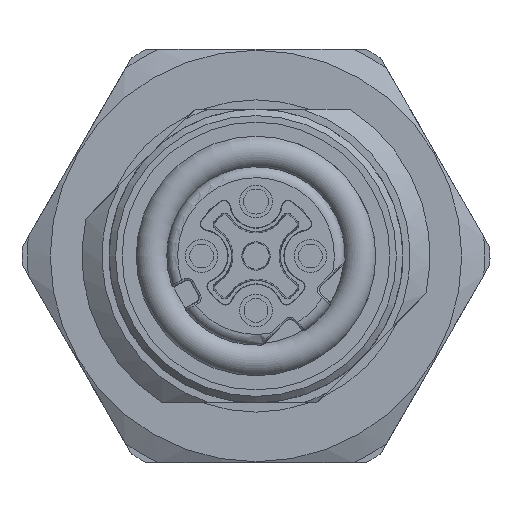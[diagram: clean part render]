
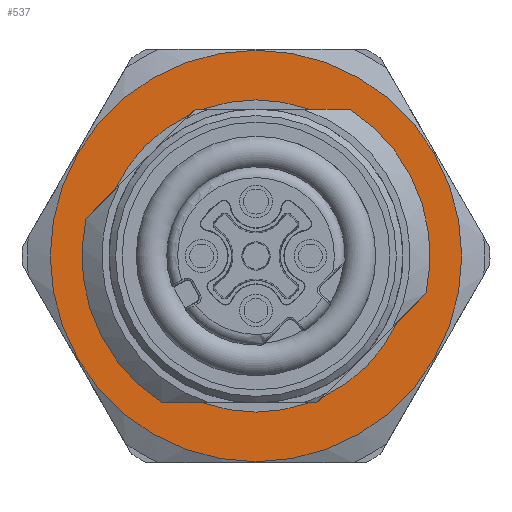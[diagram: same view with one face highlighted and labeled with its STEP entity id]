
A CAD part, front view. The second image highlights one B-rep face of the part: STEP entity #537.
In plain terms, the highlighted planar face has unit normal (0, -1, 0).
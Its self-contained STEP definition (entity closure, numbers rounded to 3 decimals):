
#352=FACE_BOUND('',#1127,.T.);
#353=FACE_BOUND('',#1128,.T.);
#537=ADVANCED_FACE('',(#352,#353),#714,.T.);
#714=PLANE('',#4585);
#1127=EDGE_LOOP('',(#2344));
#1128=EDGE_LOOP('',(#2345,#2346,#2347,#2348,#2349,#2350,#2351,#2352,#2353,
#2354,#2355,#2356,#2357,#2358));
#1381=LINE('',#7914,#1604);
#1386=LINE('',#7934,#1609);
#1392=LINE('',#7946,#1615);
#1397=LINE('',#7966,#1620);
#1402=LINE('',#7976,#1625);
#1406=LINE('',#7993,#1629);
#1411=LINE('',#8008,#1634);
#1416=LINE('',#8017,#1639);
#1604=VECTOR('',#5448,1.);
#1609=VECTOR('',#5453,1.);
#1615=VECTOR('',#5461,1.);
#1620=VECTOR('',#5466,1.);
#1625=VECTOR('',#5473,1.);
#1629=VECTOR('',#5477,1.);
#1634=VECTOR('',#5484,1.);
#1639=VECTOR('',#5489,1.);
#2344=ORIENTED_EDGE('',*,*,#3723,.F.);
#2345=ORIENTED_EDGE('',*,*,#3724,.F.);
#2346=ORIENTED_EDGE('',*,*,#3685,.T.);
#2347=ORIENTED_EDGE('',*,*,#3725,.T.);
#2348=ORIENTED_EDGE('',*,*,#3703,.T.);
#2349=ORIENTED_EDGE('',*,*,#3726,.F.);
#2350=ORIENTED_EDGE('',*,*,#3709,.T.);
#2351=ORIENTED_EDGE('',*,*,#3691,.T.);
#2352=ORIENTED_EDGE('',*,*,#3727,.F.);
#2353=ORIENTED_EDGE('',*,*,#3698,.T.);
#2354=ORIENTED_EDGE('',*,*,#3728,.T.);
#2355=ORIENTED_EDGE('',*,*,#3720,.F.);
#2356=ORIENTED_EDGE('',*,*,#3729,.F.);
#2357=ORIENTED_EDGE('',*,*,#3715,.F.);
#2358=ORIENTED_EDGE('',*,*,#3678,.T.);
#3169=VERTEX_POINT('',#7913);
#3170=VERTEX_POINT('',#7915);
#3176=VERTEX_POINT('',#7933);
#3177=VERTEX_POINT('',#7935);
#3181=VERTEX_POINT('',#7945);
#3182=VERTEX_POINT('',#7947);
#3188=VERTEX_POINT('',#7965);
#3189=VERTEX_POINT('',#7967);
#3192=VERTEX_POINT('',#7975);
#3193=VERTEX_POINT('',#7977);
#3198=VERTEX_POINT('',#7994);
#3203=VERTEX_POINT('',#8009);
#3206=VERTEX_POINT('',#8016);
#3207=VERTEX_POINT('',#8018);
#3209=VERTEX_POINT('',#8027);
#3678=EDGE_CURVE('',#3170,#3169,#1381,.T.);
#3685=EDGE_CURVE('',#3177,#3176,#1386,.T.);
#3691=EDGE_CURVE('',#3182,#3181,#1392,.T.);
#3698=EDGE_CURVE('',#3189,#3188,#1397,.T.);
#3703=EDGE_CURVE('',#3193,#3192,#1402,.T.);
#3709=EDGE_CURVE('',#3198,#3182,#1406,.T.);
#3715=EDGE_CURVE('',#3170,#3203,#1411,.T.);
#3720=EDGE_CURVE('',#3206,#3207,#1416,.T.);
#3723=EDGE_CURVE('',#3209,#3209,#4161,.T.);
#3724=EDGE_CURVE('',#3177,#3169,#4162,.T.);
#3725=EDGE_CURVE('',#3176,#3193,#4163,.T.);
#3726=EDGE_CURVE('',#3198,#3192,#4164,.T.);
#3727=EDGE_CURVE('',#3189,#3181,#4165,.T.);
#3728=EDGE_CURVE('',#3188,#3207,#4166,.T.);
#3729=EDGE_CURVE('',#3203,#3206,#4167,.T.);
#4161=CIRCLE('',#4578,9.45);
#4162=CIRCLE('',#4579,7.172);
#4163=CIRCLE('',#4580,8.);
#4164=CIRCLE('',#4581,7.172);
#4165=CIRCLE('',#4582,7.172);
#4166=CIRCLE('',#4583,8.);
#4167=CIRCLE('',#4584,7.172);
#4578=AXIS2_PLACEMENT_3D('',#8026,#5493,#5494);
#4579=AXIS2_PLACEMENT_3D('',#8028,#5495,#5496);
#4580=AXIS2_PLACEMENT_3D('',#8029,#5497,#5498);
#4581=AXIS2_PLACEMENT_3D('',#8030,#5499,#5500);
#4582=AXIS2_PLACEMENT_3D('',#8031,#5501,#5502);
#4583=AXIS2_PLACEMENT_3D('',#8032,#5503,#5504);
#4584=AXIS2_PLACEMENT_3D('',#8033,#5505,#5506);
#4585=AXIS2_PLACEMENT_3D('',#8034,#5507,#5508);
#5448=DIRECTION('',(-1.,0.,0.));
#5453=DIRECTION('',(-1.,0.,0.));
#5461=DIRECTION('',(1.,0.,0.));
#5466=DIRECTION('',(1.,0.,0.));
#5473=DIRECTION('',(0.707,0.,0.707));
#5477=DIRECTION('',(0.707,0.,0.707));
#5484=DIRECTION('',(0.707,0.,0.707));
#5489=DIRECTION('',(0.707,0.,0.707));
#5493=DIRECTION('',(0.,1.,0.));
#5494=DIRECTION('',(0.,0.,1.));
#5495=DIRECTION('',(0.,-1.,0.));
#5496=DIRECTION('',(0.,0.,-1.));
#5497=DIRECTION('',(0.,1.,0.));
#5498=DIRECTION('',(0.,0.,-1.));
#5499=DIRECTION('',(0.,-1.,0.));
#5500=DIRECTION('',(0.,0.,-1.));
#5501=DIRECTION('',(0.,-1.,0.));
#5502=DIRECTION('',(0.,0.,-1.));
#5503=DIRECTION('',(0.,1.,0.));
#5504=DIRECTION('',(0.,0.,-1.));
#5505=DIRECTION('',(0.,-1.,0.));
#5506=DIRECTION('',(0.,0.,-1.));
#5507=DIRECTION('',(0.,-1.,0.));
#5508=DIRECTION('',(0.,0.,-1.));
#7913=CARTESIAN_POINT('',(52.424,41.7,-6.75));
#7914=CARTESIAN_POINT('',(50.,41.7,-6.75));
#7915=CARTESIAN_POINT('',(52.796,41.7,-6.75));
#7933=CARTESIAN_POINT('',(45.706,41.7,-6.75));
#7934=CARTESIAN_POINT('',(50.,41.7,-6.75));
#7935=CARTESIAN_POINT('',(47.576,41.7,-6.75));
#7945=CARTESIAN_POINT('',(47.576,41.7,6.75));
#7946=CARTESIAN_POINT('',(50.,41.7,6.75));
#7947=CARTESIAN_POINT('',(47.204,41.7,6.75));
#7965=CARTESIAN_POINT('',(54.294,41.7,6.75));
#7966=CARTESIAN_POINT('',(50.,41.7,6.75));
#7967=CARTESIAN_POINT('',(52.424,41.7,6.75));
#7975=CARTESIAN_POINT('',(43.513,41.7,3.059));
#7976=CARTESIAN_POINT('',(45.227,41.7,4.773));
#7977=CARTESIAN_POINT('',(42.191,41.7,1.737));
#7993=CARTESIAN_POINT('',(45.227,41.7,4.773));
#7994=CARTESIAN_POINT('',(46.941,41.7,6.487));
#8008=CARTESIAN_POINT('',(54.773,41.7,-4.773));
#8009=CARTESIAN_POINT('',(53.059,41.7,-6.487));
#8016=CARTESIAN_POINT('',(56.487,41.7,-3.059));
#8017=CARTESIAN_POINT('',(54.773,41.7,-4.773));
#8018=CARTESIAN_POINT('',(57.809,41.7,-1.737));
#8026=CARTESIAN_POINT('',(50.,41.7,0.));
#8027=CARTESIAN_POINT('',(50.,41.7,9.45));
#8028=CARTESIAN_POINT('',(50.,41.7,0.));
#8029=CARTESIAN_POINT('',(50.,41.7,0.));
#8030=CARTESIAN_POINT('',(50.,41.7,0.));
#8031=CARTESIAN_POINT('',(50.,41.7,0.));
#8032=CARTESIAN_POINT('',(50.,41.7,0.));
#8033=CARTESIAN_POINT('',(50.,41.7,0.));
#8034=CARTESIAN_POINT('',(50.,41.7,0.));
